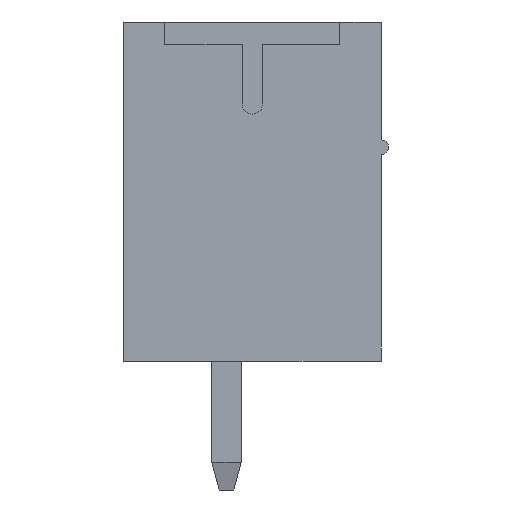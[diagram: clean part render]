
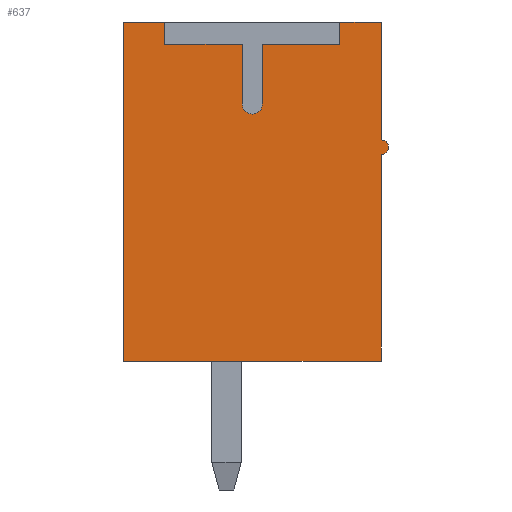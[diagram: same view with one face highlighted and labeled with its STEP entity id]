
A CAD part, left-side view. The second image highlights one B-rep face of the part: STEP entity #637.
In plain terms, the highlighted planar face has unit normal (-1, 0, 0).
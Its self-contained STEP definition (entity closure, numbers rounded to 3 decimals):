
#637 = ADVANCED_FACE( '', ( #1286 ), #1287, .F. );
#1286 = FACE_OUTER_BOUND( '', #1950, .T. );
#1287 = PLANE( '', #1951 );
#1950 = EDGE_LOOP( '', ( #3678, #3679, #3680, #3681, #3682, #3683, #3684, #3685, #3686, #3687, #3688, #3689, #3690, #3691 ) );
#1951 = AXIS2_PLACEMENT_3D( '', #3692, #3693, #3694 );
#3678 = ORIENTED_EDGE( '', *, *, #4340, .T. );
#3679 = ORIENTED_EDGE( '', *, *, #4424, .T. );
#3680 = ORIENTED_EDGE( '', *, *, #4171, .T. );
#3681 = ORIENTED_EDGE( '', *, *, #4148, .T. );
#3682 = ORIENTED_EDGE( '', *, *, #4125, .T. );
#3683 = ORIENTED_EDGE( '', *, *, #4153, .T. );
#3684 = ORIENTED_EDGE( '', *, *, #4338, .T. );
#3685 = ORIENTED_EDGE( '', *, *, #4731, .T. );
#3686 = ORIENTED_EDGE( '', *, *, #4109, .T. );
#3687 = ORIENTED_EDGE( '', *, *, #4429, .T. );
#3688 = ORIENTED_EDGE( '', *, *, #4396, .T. );
#3689 = ORIENTED_EDGE( '', *, *, #4501, .T. );
#3690 = ORIENTED_EDGE( '', *, *, #4803, .T. );
#3691 = ORIENTED_EDGE( '', *, *, #4804, .T. );
#3692 = CARTESIAN_POINT( '', ( -8.065, 0., 2.375 ) );
#3693 = DIRECTION( '', ( 1., 0., 0. ) );
#3694 = DIRECTION( '', ( 0., 0., -1. ) );
#4109 = EDGE_CURVE( '', #4920, #4918, #4921, .T. );
#4125 = EDGE_CURVE( '', #4949, #4947, #4950, .T. );
#4148 = EDGE_CURVE( '', #4990, #4949, #4991, .T. );
#4153 = EDGE_CURVE( '', #4947, #4996, #4998, .T. );
#4171 = EDGE_CURVE( '', #5030, #4990, #5031, .T. );
#4338 = EDGE_CURVE( '', #4996, #5310, #5312, .T. );
#4340 = EDGE_CURVE( '', #5314, #5315, #5316, .T. );
#4396 = EDGE_CURVE( '', #5408, #5409, #5410, .T. );
#4424 = EDGE_CURVE( '', #5315, #5030, #5456, .T. );
#4429 = EDGE_CURVE( '', #4918, #5408, #5463, .T. );
#4501 = EDGE_CURVE( '', #5409, #5578, #5579, .T. );
#4731 = EDGE_CURVE( '', #5310, #4920, #5888, .T. );
#4803 = EDGE_CURVE( '', #5578, #5972, #5973, .T. );
#4804 = EDGE_CURVE( '', #5972, #5314, #5974, .F. );
#4918 = VERTEX_POINT( '', #6110 );
#4920 = VERTEX_POINT( '', #6113 );
#4921 = LINE( '', #6114, #6115 );
#4947 = VERTEX_POINT( '', #6152 );
#4949 = VERTEX_POINT( '', #6155 );
#4950 = LINE( '', #6156, #6157 );
#4990 = VERTEX_POINT( '', #6214 );
#4991 = LINE( '', #6215, #6216 );
#4996 = VERTEX_POINT( '', #6222 );
#4998 = CIRCLE( '', #6225, 0.275 );
#5030 = VERTEX_POINT( '', #6270 );
#5031 = LINE( '', #6271, #6272 );
#5310 = VERTEX_POINT( '', #6675 );
#5312 = LINE( '', #6678, #6679 );
#5314 = VERTEX_POINT( '', #6681 );
#5315 = VERTEX_POINT( '', #6682 );
#5316 = LINE( '', #6683, #6684 );
#5408 = VERTEX_POINT( '', #6818 );
#5409 = VERTEX_POINT( '', #6819 );
#5410 = LINE( '', #6820, #6821 );
#5456 = LINE( '', #6893, #6894 );
#5463 = LINE( '', #6905, #6906 );
#5578 = VERTEX_POINT( '', #7080 );
#5579 = LINE( '', #7081, #7082 );
#5888 = LINE( '', #7541, #7542 );
#5972 = VERTEX_POINT( '', #7666 );
#5973 = LINE( '', #7667, #7668 );
#5974 = CIRCLE( '', #7669, 0.2 );
#6110 = CARTESIAN_POINT( '', ( -8.065, 2.375, 4.6 ) );
#6113 = CARTESIAN_POINT( '', ( -8.065, 2.375, 4. ) );
#6114 = CARTESIAN_POINT( '', ( -8.065, 2.375, 4. ) );
#6115 = VECTOR( '', #7783, 1000. );
#6152 = CARTESIAN_POINT( '', ( -8.065, -0.275, 2.375 ) );
#6155 = CARTESIAN_POINT( '', ( -8.065, -0.275, 4. ) );
#6156 = CARTESIAN_POINT( '', ( -8.065, -0.275, 4. ) );
#6157 = VECTOR( '', #7796, 1000. );
#6214 = CARTESIAN_POINT( '', ( -8.065, -2.375, 4. ) );
#6215 = CARTESIAN_POINT( '', ( -8.065, -2.375, 4. ) );
#6216 = VECTOR( '', #7820, 1000. );
#6222 = CARTESIAN_POINT( '', ( -8.065, 0.275, 2.375 ) );
#6225 = AXIS2_PLACEMENT_3D( '', #7826, #7827, #7828 );
#6270 = CARTESIAN_POINT( '', ( -8.065, -2.375, 4.6 ) );
#6271 = CARTESIAN_POINT( '', ( -8.065, -2.375, 4.6 ) );
#6272 = VECTOR( '', #7845, 1000. );
#6675 = CARTESIAN_POINT( '', ( -8.065, 0.275, 4. ) );
#6678 = CARTESIAN_POINT( '', ( -8.065, 0.275, 2.375 ) );
#6679 = VECTOR( '', #7992, 1000. );
#6681 = CARTESIAN_POINT( '', ( -8.065, -3.5, 1.4 ) );
#6682 = CARTESIAN_POINT( '', ( -8.065, -3.5, 4.6 ) );
#6683 = CARTESIAN_POINT( '', ( -8.065, -3.5, 1.4 ) );
#6684 = VECTOR( '', #7993, 1000. );
#6818 = CARTESIAN_POINT( '', ( -8.065, 3.5, 4.6 ) );
#6819 = CARTESIAN_POINT( '', ( -8.065, 3.5, -4.6 ) );
#6820 = CARTESIAN_POINT( '', ( -8.065, 3.5, 4.6 ) );
#6821 = VECTOR( '', #8039, 1000. );
#6893 = CARTESIAN_POINT( '', ( -8.065, -3.871, 4.6 ) );
#6894 = VECTOR( '', #8066, 1000. );
#6905 = CARTESIAN_POINT( '', ( -8.065, 2.375, 4.6 ) );
#6906 = VECTOR( '', #8071, 1000. );
#7080 = CARTESIAN_POINT( '', ( -8.065, -3.5, -4.6 ) );
#7081 = CARTESIAN_POINT( '', ( -8.065, 3.5, -4.6 ) );
#7082 = VECTOR( '', #8146, 1000. );
#7541 = CARTESIAN_POINT( '', ( -8.065, 0.275, 4. ) );
#7542 = VECTOR( '', #8333, 1000. );
#7666 = CARTESIAN_POINT( '', ( -8.065, -3.5, 1. ) );
#7667 = CARTESIAN_POINT( '', ( -8.065, -3.5, -4.6 ) );
#7668 = VECTOR( '', #8377, 1000. );
#7669 = AXIS2_PLACEMENT_3D( '', #8378, #8379, #8380 );
#7783 = DIRECTION( '', ( 0., 0., 1. ) );
#7796 = DIRECTION( '', ( 0., 0., -1. ) );
#7820 = DIRECTION( '', ( 0., 1., 0. ) );
#7826 = CARTESIAN_POINT( '', ( -8.065, 0., 2.375 ) );
#7827 = DIRECTION( '', ( 1., 0., 0. ) );
#7828 = DIRECTION( '', ( 0., -1., 0. ) );
#7845 = DIRECTION( '', ( 0., 0., -1. ) );
#7992 = DIRECTION( '', ( 0., 0., 1. ) );
#7993 = DIRECTION( '', ( 0., 0., 1. ) );
#8039 = DIRECTION( '', ( 0., 0., -1. ) );
#8066 = DIRECTION( '', ( 0., 1., 0. ) );
#8071 = DIRECTION( '', ( 0., 1., 0. ) );
#8146 = DIRECTION( '', ( 0., -1., 0. ) );
#8333 = DIRECTION( '', ( 0., 1., 0. ) );
#8377 = DIRECTION( '', ( 0., 0., 1. ) );
#8378 = CARTESIAN_POINT( '', ( -8.065, -3.5, 1.2 ) );
#8379 = DIRECTION( '', ( 1., 0., 0. ) );
#8380 = DIRECTION( '', ( 0., 0., -1. ) );
